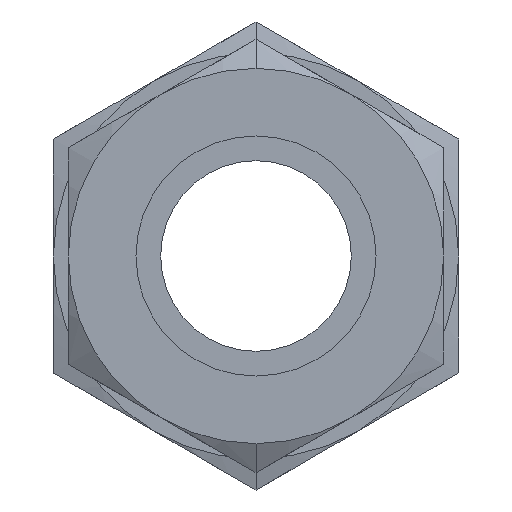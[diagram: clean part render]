
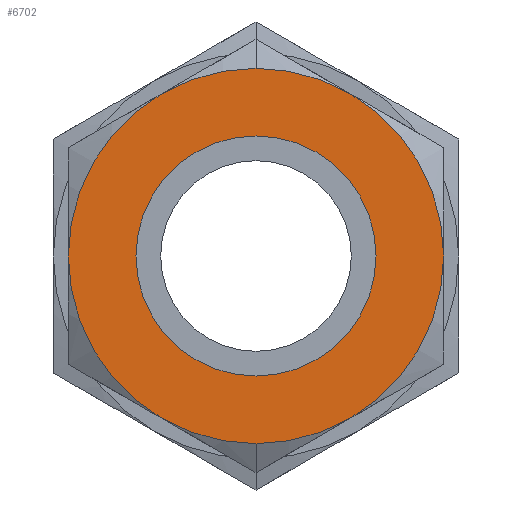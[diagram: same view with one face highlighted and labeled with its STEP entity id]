
A CAD part, left-side view. The second image highlights one B-rep face of the part: STEP entity #6702.
In plain terms, the highlighted planar face has unit normal (-1, 0, 0).
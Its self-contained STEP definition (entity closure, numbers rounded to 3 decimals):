
#49 = CARTESIAN_POINT ( 'NONE',  ( 0., 0., 0. ) ) ;
#82 = CARTESIAN_POINT ( 'NONE',  ( 0., 0., 12.5 ) ) ;
#114 = CARTESIAN_POINT ( 'NONE',  ( 0., 0., -12.5 ) ) ;
#602 = ORIENTED_EDGE ( 'NONE', *, *, #7903, .F. ) ;
#760 = CARTESIAN_POINT ( 'NONE',  ( 0., 0., 0. ) ) ;
#777 = EDGE_LOOP ( 'NONE', ( #3628, #3927 ) ) ;
#1197 = DIRECTION ( 'NONE',  ( 0., 0., -1. ) ) ;
#1265 = CIRCLE ( 'NONE', #4948, 8. ) ;
#1752 = PLANE ( 'NONE',  #6007 ) ;
#2148 = DIRECTION ( 'NONE',  ( 1., 0., 0. ) ) ;
#2202 = VERTEX_POINT ( 'NONE', #8039 ) ;
#2523 = FACE_BOUND ( 'NONE', #777, .T. ) ;
#2960 = AXIS2_PLACEMENT_3D ( 'NONE', #760, #2148, #6471 ) ;
#2970 = DIRECTION ( 'NONE',  ( 1., 0., 0. ) ) ;
#3147 = FACE_OUTER_BOUND ( 'NONE', #8593, .T. ) ;
#3242 = CARTESIAN_POINT ( 'NONE',  ( 0., 0., 6.25 ) ) ;
#3273 = CIRCLE ( 'NONE', #2960, 12.5 ) ;
#3296 = EDGE_CURVE ( 'NONE', #4159, #2202, #7721, .T. ) ;
#3628 = ORIENTED_EDGE ( 'NONE', *, *, #3296, .T. ) ;
#3927 = ORIENTED_EDGE ( 'NONE', *, *, #8888, .T. ) ;
#4159 = VERTEX_POINT ( 'NONE', #4161 ) ;
#4161 = CARTESIAN_POINT ( 'NONE',  ( 0., 0., -8. ) ) ;
#4684 = DIRECTION ( 'NONE',  ( 0., 0., 1. ) ) ;
#4948 = AXIS2_PLACEMENT_3D ( 'NONE', #49, #2970, #6573 ) ;
#5209 = DIRECTION ( 'NONE',  ( 0., 0., -1. ) ) ;
#5379 = VERTEX_POINT ( 'NONE', #82 ) ;
#5455 = DIRECTION ( 'NONE',  ( -1., 0., 0. ) ) ;
#5567 = AXIS2_PLACEMENT_3D ( 'NONE', #5879, #7466, #5209 ) ;
#5575 = DIRECTION ( 'NONE',  ( 1., 0., 0. ) ) ;
#5879 = CARTESIAN_POINT ( 'NONE',  ( 0., 0., 0. ) ) ;
#5909 = VERTEX_POINT ( 'NONE', #114 ) ;
#6007 = AXIS2_PLACEMENT_3D ( 'NONE', #3242, #5455, #4684 ) ;
#6331 = AXIS2_PLACEMENT_3D ( 'NONE', #7019, #5575, #1197 ) ;
#6471 = DIRECTION ( 'NONE',  ( 0., 0., 1. ) ) ;
#6573 = DIRECTION ( 'NONE',  ( 0., 0., 1. ) ) ;
#6702 = ADVANCED_FACE ( 'NONE', ( #2523, #3147 ), #1752, .T. ) ;
#7019 = CARTESIAN_POINT ( 'NONE',  ( 0., 0., 0. ) ) ;
#7466 = DIRECTION ( 'NONE',  ( 1., 0., 0. ) ) ;
#7721 = CIRCLE ( 'NONE', #5567, 8. ) ;
#7876 = CIRCLE ( 'NONE', #6331, 12.5 ) ;
#7903 = EDGE_CURVE ( 'NONE', #5909, #5379, #7876, .T. ) ;
#7969 = EDGE_CURVE ( 'NONE', #5379, #5909, #3273, .T. ) ;
#8039 = CARTESIAN_POINT ( 'NONE',  ( 0., 0., 8. ) ) ;
#8131 = ORIENTED_EDGE ( 'NONE', *, *, #7969, .F. ) ;
#8593 = EDGE_LOOP ( 'NONE', ( #8131, #602 ) ) ;
#8888 = EDGE_CURVE ( 'NONE', #2202, #4159, #1265, .T. ) ;
